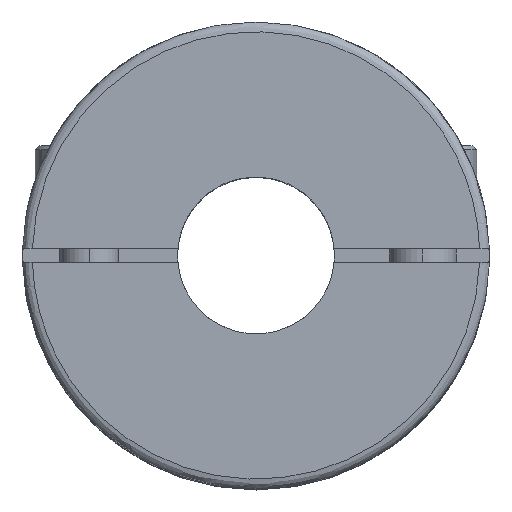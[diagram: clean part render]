
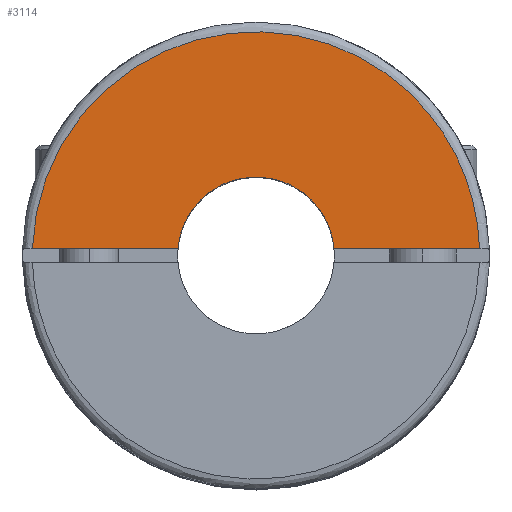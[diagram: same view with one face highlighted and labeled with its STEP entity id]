
A CAD part, top view. The second image highlights one B-rep face of the part: STEP entity #3114.
In plain terms, the highlighted planar face has unit normal (0, 0, 1).
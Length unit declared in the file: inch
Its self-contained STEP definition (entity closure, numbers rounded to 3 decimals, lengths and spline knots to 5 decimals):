
#109 = AXIS2_PLACEMENT_3D ( 'NONE', #1425, #2997, #4511 ) ;
#172 = ORIENTED_EDGE ( 'NONE', *, *, #3914, .F. ) ;
#331 = DIRECTION ( 'NONE',  ( 0., 0., 1. ) ) ;
#491 = CARTESIAN_POINT ( 'NONE',  ( 0.44861, 0.01378, 0. ) ) ;
#520 = CARTESIAN_POINT ( 'NONE',  ( -0.42265, 0.85869, 0. ) ) ;
#561 = EDGE_CURVE ( 'NONE', #3398, #4002, #1614, .T. ) ;
#636 = VECTOR ( 'NONE', #4331, 39.37008 ) ;
#637 = VERTEX_POINT ( 'NONE', #1664 ) ;
#750 = PLANE ( 'NONE',  #1269 ) ;
#1179 = EDGE_LOOP ( 'NONE', ( #1883, #2244, #1356, #172 ) ) ;
#1201 = EDGE_CURVE ( 'NONE', #4002, #2552, #4562, .T. ) ;
#1269 = AXIS2_PLACEMENT_3D ( 'NONE', #2650, #331, #1488 ) ;
#1356 = ORIENTED_EDGE ( 'NONE', *, *, #2146, .T. ) ;
#1425 = CARTESIAN_POINT ( 'NONE',  ( 0., 0., 0. ) ) ;
#1488 = DIRECTION ( 'NONE',  ( 1., 0., 0. ) ) ;
#1614 = LINE ( 'NONE', #1910, #636 ) ;
#1664 = CARTESIAN_POINT ( 'NONE',  ( 0.44861, 0.01378, 0. ) ) ;
#1883 = ORIENTED_EDGE ( 'NONE', *, *, #561, .T. ) ;
#1910 = CARTESIAN_POINT ( 'NONE',  ( 0.4685, 0.01378, 0. ) ) ;
#1944 = CARTESIAN_POINT ( 'NONE',  ( -0.44861, 0.01378, 0. ) ) ;
#2035 = CARTESIAN_POINT ( 'NONE',  ( 0.4685, 0.01378, 0. ) ) ;
#2146 = EDGE_CURVE ( 'NONE', #2552, #637, #2524, .T. ) ;
#2244 = ORIENTED_EDGE ( 'NONE', *, *, #1201, .T. ) ;
#2524 = LINE ( 'NONE', #2035, #4582 ) ;
#2552 = VERTEX_POINT ( 'NONE', #3986 ) ;
#2650 = CARTESIAN_POINT ( 'NONE',  ( 0., 0.44882, 0. ) ) ;
#2910 = DIRECTION ( 'NONE',  ( 1., 0., 0. ) ) ;
#2997 = DIRECTION ( 'NONE',  ( 0., 0., -1. ) ) ;
#3114 = ADVANCED_FACE ( 'NONE', ( #4571 ), #750, .T. ) ;
#3169 = CARTESIAN_POINT ( 'NONE',  ( 0.42265, 0.85869, 0. ) ) ;
#3398 = VERTEX_POINT ( 'NONE', #1944 ) ;
#3914 = EDGE_CURVE ( 'NONE', #3398, #637, #4200, .T. ) ;
#3986 = CARTESIAN_POINT ( 'NONE',  ( 0.15688, 0.01378, 0. ) ) ;
#4002 = VERTEX_POINT ( 'NONE', #4123 ) ;
#4123 = CARTESIAN_POINT ( 'NONE',  ( -0.15688, 0.01378, 0. ) ) ;
#4200 =( BOUNDED_CURVE ( )  B_SPLINE_CURVE ( 3, ( #4776, #520, #3169, #491 ),
 .UNSPECIFIED., .F., .T. ) 
 B_SPLINE_CURVE_WITH_KNOTS ( ( 4, 4 ),
 ( 0., 1. ),
 .UNSPECIFIED. ) 
 CURVE ( )  GEOMETRIC_REPRESENTATION_ITEM ( )  RATIONAL_B_SPLINE_CURVE ( ( 1., 0.354, 0.354, 1. ) ) 
 REPRESENTATION_ITEM ( '' )  );
#4331 = DIRECTION ( 'NONE',  ( 1., 0., 0. ) ) ;
#4511 = DIRECTION ( 'NONE',  ( 1., 0., 0. ) ) ;
#4562 = CIRCLE ( 'NONE', #109, 0.15748 ) ;
#4571 = FACE_OUTER_BOUND ( 'NONE', #1179, .T. ) ;
#4582 = VECTOR ( 'NONE', #2910, 39.37008 ) ;
#4776 = CARTESIAN_POINT ( 'NONE',  ( -0.44861, 0.01378, 0. ) ) ;
